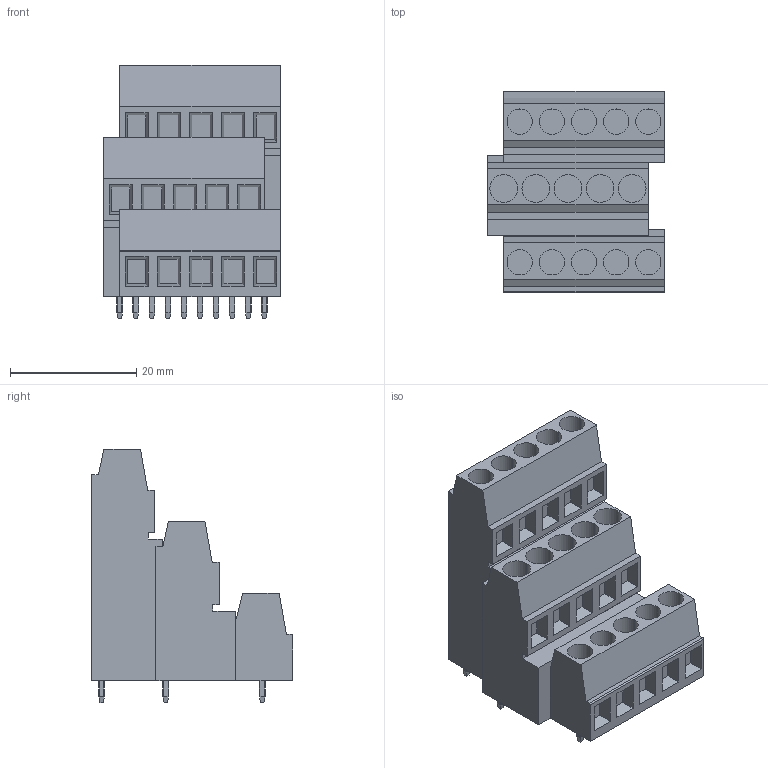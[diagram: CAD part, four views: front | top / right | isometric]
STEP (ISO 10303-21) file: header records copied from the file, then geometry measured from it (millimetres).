
FILE_DESCRIPTION(('CATIA V5 STEP','CAx-IF Rec.Pracs.--- Model Styling and Organization---1.2---2011-12-15'),'2;1');
FILE_NAME ('D1455748_0_1769650000_1769650000.stp','2018-09-08T04:30:38+00:00',('none'),('Weidmueller'),'CATIA Version 5-6 Release 2014','CATIA V5 STEP AP214','none');
FILE_SCHEMA(('AUTOMOTIVE_DESIGN { 1 0 10303 214 1 1 1 1 }'));
Length unit declared in the file: millimetre
Products named in the file (1): 1769650000
Bounding box: 27.94 x 31.8 x 40.1 mm (x, y, z)
Volume: 17586 mm3; surface area: 6614.2 mm2
Topology: 16 solids, 16 shells, 367 faces, 915 edges, 610 vertices
Faces by surface type: plane 336, cylinder 31
Entity records: 9783 total; most frequent: CARTESIAN_POINT 1853, ORIENTED_EDGE 1830, DIRECTION 1209, EDGE_CURVE 915, VECTOR 733, LINE 733, VERTEX_POINT 610, EDGE_LOOP 397
